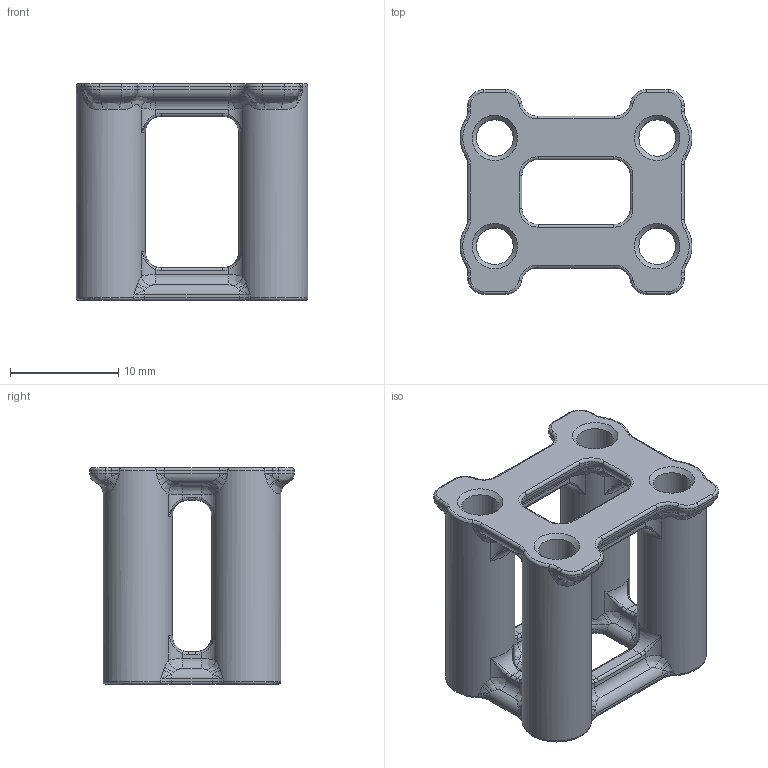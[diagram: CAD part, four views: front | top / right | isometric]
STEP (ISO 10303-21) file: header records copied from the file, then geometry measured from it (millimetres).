
FILE_DESCRIPTION(/* description */ (''),/* implementation_level */ '2;1');
FILE_NAME(/* name */ 'MP_DooKi3_SLM_Y_Spacer.step',/* time_stamp */ '2024-07-25T14:39:00-04:00',/* author */ (''),/* organization */ (''),/* preprocessor_version */ 'ST-DEVELOPER v20',/* originating_system */ 'Autodesk Translation Framework v13.14.0.145',/* authorisation */ '');
FILE_SCHEMA (('AUTOMOTIVE_DESIGN { 1 0 10303 214 3 1 1 }'));
Length unit declared in the file: millimetre
Products named in the file (1): Y Spacer
Bounding box: 21.39 x 18.9 x 20 mm (x, y, z)
Volume: 2338.6 mm3; surface area: 3174.2 mm2
Topology: 1 solids, 1 shells, 499 faces, 1209 edges, 657 vertices
Faces by surface type: bspline 197, cylinder 156, torus 88, plane 50, cone 8
Full cylindrical faces by diameter (mm): 3.4 x4, 6.4 x4
Entity records: 21493 total; most frequent: CARTESIAN_POINT 10906, ORIENTED_EDGE 2320, DIRECTION 2066, EDGE_CURVE 1160, AXIS2_PLACEMENT_3D 889, VERTEX_POINT 656, EDGE_LOOP 508, FACE_OUTER_BOUND 498
